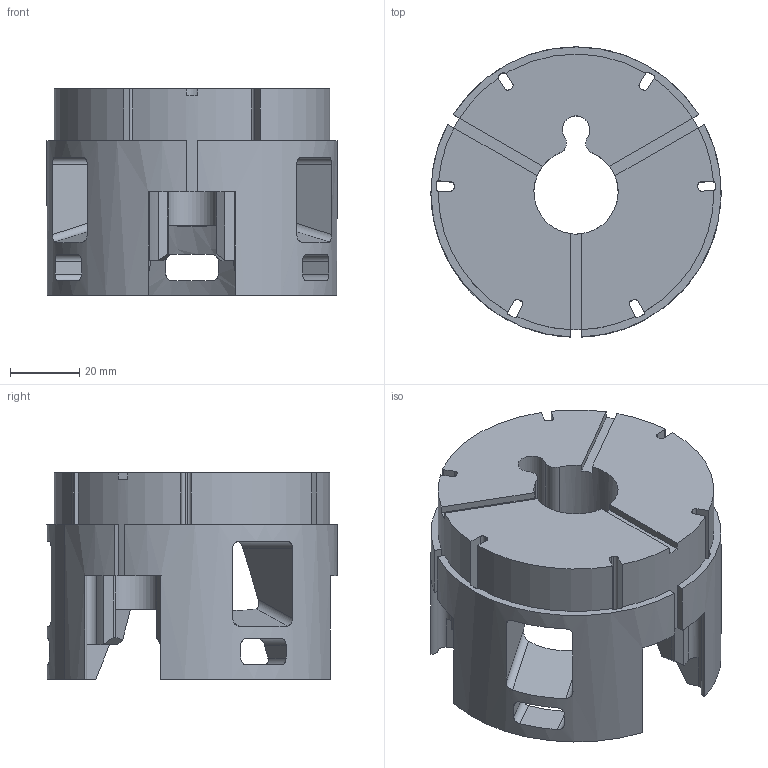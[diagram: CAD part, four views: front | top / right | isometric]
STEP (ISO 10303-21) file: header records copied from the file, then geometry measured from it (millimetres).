
FILE_DESCRIPTION(('CATIA V5 STEP Exchange'),'2;1');
FILE_NAME('SP02_BETA_SEPA_PRINCIPALE_v2.stp','2025-06-30T17:15:43+00:00',('none'),('none'),'CATIA Version 5 Release 19 GA (IN-10)','CATIA V5 STEP AP203','none');
FILE_SCHEMA(('CONFIG_CONTROL_DESIGN'));
Length unit declared in the file: millimetre
Products named in the file (1): SP02_BETA_SEPA_PRINCIPALE
Bounding box: 83.97 x 83.97 x 59.8 mm (x, y, z)
Volume: 166430.6 mm3; surface area: 40184.4 mm2
Topology: 1 solids, 1 shells, 207 faces, 653 edges, 438 vertices
Faces by surface type: plane 112, cylinder 93, cone 2
Entity records: 7302 total; most frequent: CARTESIAN_POINT 1790, ORIENTED_EDGE 1306, DIRECTION 880, EDGE_CURVE 653, VERTEX_POINT 438, AXIS2_PLACEMENT_3D 378, VECTOR 336, LINE 336
